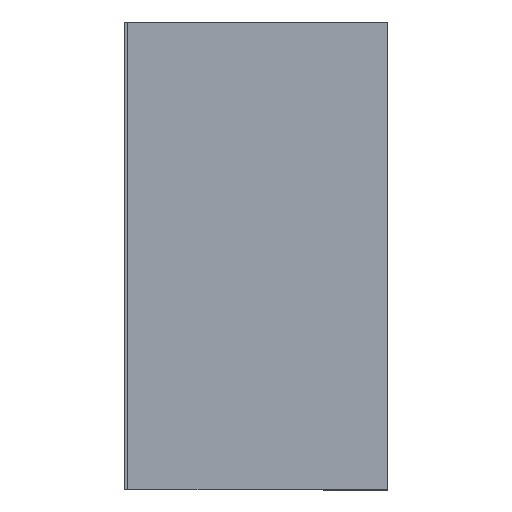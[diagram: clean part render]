
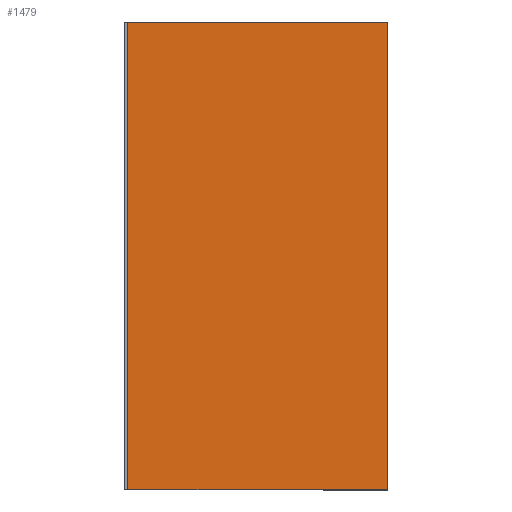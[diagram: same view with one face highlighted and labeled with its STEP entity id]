
A CAD part, left-side view. The second image highlights one B-rep face of the part: STEP entity #1479.
In plain terms, the highlighted planar face has unit normal (-1, 0, 0).
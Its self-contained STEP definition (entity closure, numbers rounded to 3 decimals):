
#21 = ORIENTED_EDGE ( 'NONE', *, *, #139, .T. ) ;
#40 = ORIENTED_EDGE ( 'NONE', *, *, #1836, .F. ) ;
#76 = CARTESIAN_POINT ( 'NONE',  ( -1.15, 0.75, 0.675 ) ) ;
#79 = CARTESIAN_POINT ( 'NONE',  ( -1.15, 0., 0.675 ) ) ;
#91 = CARTESIAN_POINT ( 'NONE',  ( -1.15, 0., -0.675 ) ) ;
#139 = EDGE_CURVE ( 'NONE', #1132, #845, #727, .T. ) ;
#141 = ORIENTED_EDGE ( 'NONE', *, *, #1039, .T. ) ;
#284 = AXIS2_PLACEMENT_3D ( 'NONE', #488, #1570, #648 ) ;
#300 = CARTESIAN_POINT ( 'NONE',  ( -1.15, 0.75, -0.675 ) ) ;
#310 = VECTOR ( 'NONE', #1711, 1000. ) ;
#353 = EDGE_CURVE ( 'NONE', #897, #1584, #1618, .T. ) ;
#429 = DIRECTION ( 'NONE',  ( 0., -1., 0. ) ) ;
#488 = CARTESIAN_POINT ( 'NONE',  ( -1.15, 0.75, 0.675 ) ) ;
#648 = DIRECTION ( 'NONE',  ( 0., 0., 1. ) ) ;
#687 = CARTESIAN_POINT ( 'NONE',  ( -1.15, 0.75, -0.675 ) ) ;
#727 = LINE ( 'NONE', #79, #1496 ) ;
#819 = LINE ( 'NONE', #300, #1640 ) ;
#845 = VERTEX_POINT ( 'NONE', #1062 ) ;
#858 = CARTESIAN_POINT ( 'NONE',  ( -1.15, 0.75, 0.675 ) ) ;
#897 = VERTEX_POINT ( 'NONE', #858 ) ;
#945 = LINE ( 'NONE', #1559, #310 ) ;
#1039 = EDGE_CURVE ( 'NONE', #1584, #1132, #819, .T. ) ;
#1062 = CARTESIAN_POINT ( 'NONE',  ( -1.15, 0., 0.675 ) ) ;
#1097 = EDGE_LOOP ( 'NONE', ( #141, #21, #40, #1557 ) ) ;
#1132 = VERTEX_POINT ( 'NONE', #91 ) ;
#1446 = DIRECTION ( 'NONE',  ( 0., 0., -1. ) ) ;
#1479 = ADVANCED_FACE ( 'NONE', ( #1740 ), #1712, .T. ) ;
#1496 = VECTOR ( 'NONE', #1530, 1000. ) ;
#1530 = DIRECTION ( 'NONE',  ( 0., 0., 1. ) ) ;
#1557 = ORIENTED_EDGE ( 'NONE', *, *, #353, .T. ) ;
#1559 = CARTESIAN_POINT ( 'NONE',  ( -1.15, 0.75, 0.675 ) ) ;
#1570 = DIRECTION ( 'NONE',  ( -1., 0., 0. ) ) ;
#1584 = VERTEX_POINT ( 'NONE', #687 ) ;
#1618 = LINE ( 'NONE', #76, #2004 ) ;
#1640 = VECTOR ( 'NONE', #429, 1000. ) ;
#1711 = DIRECTION ( 'NONE',  ( 0., -1., 0. ) ) ;
#1712 = PLANE ( 'NONE',  #284 ) ;
#1740 = FACE_OUTER_BOUND ( 'NONE', #1097, .T. ) ;
#1836 = EDGE_CURVE ( 'NONE', #897, #845, #945, .T. ) ;
#2004 = VECTOR ( 'NONE', #1446, 1000. ) ;
